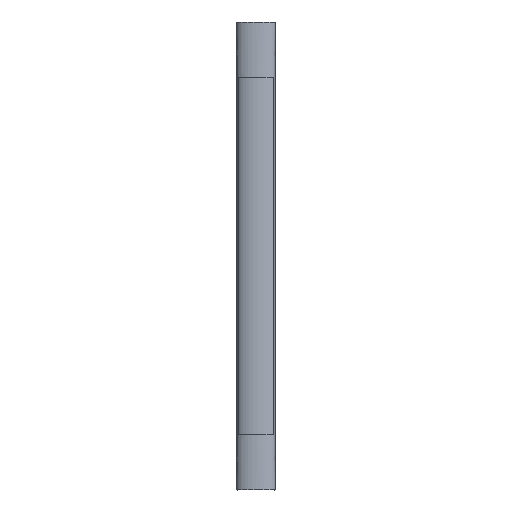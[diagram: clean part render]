
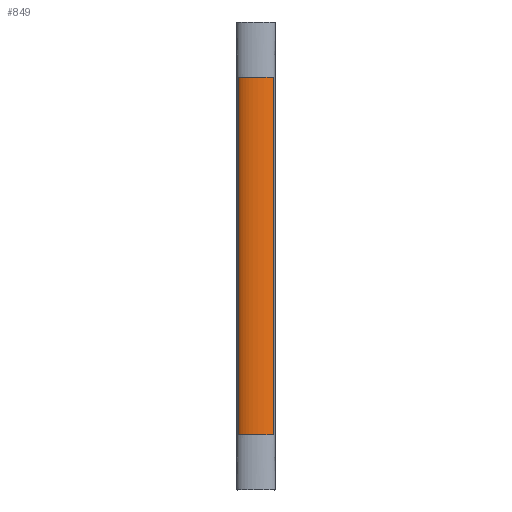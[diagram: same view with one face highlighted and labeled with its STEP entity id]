
A CAD part, front view. The second image highlights one B-rep face of the part: STEP entity #849.
In plain terms, the highlighted free-form (B-spline) face has degree [3, 1] with [11, 2] control points.
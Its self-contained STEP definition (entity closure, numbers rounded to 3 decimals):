
#10 = CARTESIAN_POINT ( 'NONE',  ( 62.632, -11.701, -200. ) ) ;
#15 = CARTESIAN_POINT ( 'NONE',  ( -61.098, -13.321, -200. ) ) ;
#17 = CARTESIAN_POINT ( 'NONE',  ( 62.632, -11.701, -200. ) ) ;
#31 = CARTESIAN_POINT ( 'NONE',  ( -46.164, -22.904, -1500. ) ) ;
#32 = CARTESIAN_POINT ( 'NONE',  ( 61.098, -13.321, -200. ) ) ;
#46 = LINE ( 'NONE', #413, #361 ) ;
#75 = CARTESIAN_POINT ( 'NONE',  ( -62.632, -11.701, -1500. ) ) ;
#81 = CARTESIAN_POINT ( 'NONE',  ( -57.139, -16.682, -1500. ) ) ;
#82 = B_SPLINE_CURVE_WITH_KNOTS ( 'NONE', 3,
 ( #354, #761, #81, #563, #152, #632, #220, #697, #289, #764, #357 ),
 .UNSPECIFIED., .F., .F.,
 ( 4, 1, 1, 1, 1, 1, 1, 1, 4 ),
 ( 3.556, 3.731, 3.927, 4.32, 4.712, 5.105, 5.498, 5.694, 5.869 ),
 .UNSPECIFIED. ) ;
#83 = VERTEX_POINT ( 'NONE', #346 ) ;
#89 = CARTESIAN_POINT ( 'NONE',  ( -27.122, -28.83, -1500. ) ) ;
#94 = CARTESIAN_POINT ( 'NONE',  ( 62.632, -11.701, -200. ) ) ;
#133 = VERTEX_POINT ( 'NONE', #10 ) ;
#136 = ORIENTED_EDGE ( 'NONE', *, *, #470, .T. ) ;
#152 = CARTESIAN_POINT ( 'NONE',  ( -27.122, -28.83, -1500. ) ) ;
#162 = CARTESIAN_POINT ( 'NONE',  ( 0., -31.335, -1500. ) ) ;
#177 = LINE ( 'NONE', #349, #548 ) ;
#209 = CARTESIAN_POINT ( 'NONE',  ( -46.164, -22.904, -200. ) ) ;
#210 = EDGE_LOOP ( 'NONE', ( #469, #649, #323, #136 ) ) ;
#220 = CARTESIAN_POINT ( 'NONE',  ( 27.122, -28.83, -1500. ) ) ;
#227 = CARTESIAN_POINT ( 'NONE',  ( 27.122, -28.83, -1500. ) ) ;
#275 = CARTESIAN_POINT ( 'NONE',  ( 0., -31.335, -200. ) ) ;
#278 = DIRECTION ( 'NONE',  ( 0., 0., 1. ) ) ;
#289 = CARTESIAN_POINT ( 'NONE',  ( 57.139, -16.682, -1500. ) ) ;
#298 = CARTESIAN_POINT ( 'NONE',  ( 46.164, -22.904, -1500. ) ) ;
#323 = ORIENTED_EDGE ( 'NONE', *, *, #536, .T. ) ;
#344 = CARTESIAN_POINT ( 'NONE',  ( 46.164, -22.904, -200. ) ) ;
#346 = CARTESIAN_POINT ( 'NONE',  ( 62.632, -11.701, -1500. ) ) ;
#349 = CARTESIAN_POINT ( 'NONE',  ( -62.632, -11.701, -1500. ) ) ;
#354 = CARTESIAN_POINT ( 'NONE',  ( -62.632, -11.701, -1500. ) ) ;
#357 = CARTESIAN_POINT ( 'NONE',  ( 62.632, -11.701, -1500. ) ) ;
#361 = VECTOR ( 'NONE', #278, 1000. ) ;
#362 = CARTESIAN_POINT ( 'NONE',  ( -61.098, -13.321, -200. ) ) ;
#366 = CARTESIAN_POINT ( 'NONE',  ( 57.139, -16.682, -1500. ) ) ;
#404 = VERTEX_POINT ( 'NONE', #737 ) ;
#413 = CARTESIAN_POINT ( 'NONE',  ( 62.632, -11.701, -1500. ) ) ;
#417 = CARTESIAN_POINT ( 'NONE',  ( 61.098, -13.321, -200. ) ) ;
#435 = CARTESIAN_POINT ( 'NONE',  ( -57.139, -16.682, -200. ) ) ;
#438 = CARTESIAN_POINT ( 'NONE',  ( 61.098, -13.321, -1500. ) ) ;
#446 = EDGE_CURVE ( 'NONE', #404, #133, #740, .T. ) ;
#453 = VERTEX_POINT ( 'NONE', #75 ) ;
#469 = ORIENTED_EDGE ( 'NONE', *, *, #446, .F. ) ;
#470 = EDGE_CURVE ( 'NONE', #83, #133, #46, .T. ) ;
#489 = EDGE_CURVE ( 'NONE', #453, #404, #177, .T. ) ;
#505 = CARTESIAN_POINT ( 'NONE',  ( -46.164, -22.904, -200. ) ) ;
#509 = CARTESIAN_POINT ( 'NONE',  ( 62.632, -11.701, -1500. ) ) ;
#536 = EDGE_CURVE ( 'NONE', #453, #83, #82, .T. ) ;
#548 = VECTOR ( 'NONE', #755, 1000. ) ;
#554 = CARTESIAN_POINT ( 'NONE',  ( -62.632, -11.701, -200. ) ) ;
#563 = CARTESIAN_POINT ( 'NONE',  ( -46.164, -22.904, -1500. ) ) ;
#571 = CARTESIAN_POINT ( 'NONE',  ( -27.122, -28.83, -200. ) ) ;
#573 = B_SPLINE_SURFACE_WITH_KNOTS ( 'NONE', 3, 1, ( 
 ( #767, #703 ),
 ( #768, #362 ),
 ( #830, #435 ),
 ( #31, #505 ),
 ( #89, #571 ),
 ( #162, #641 ),
 ( #227, #707 ),
 ( #298, #770 ),
 ( #366, #835 ),
 ( #438, #32 ),
 ( #509, #94 ) ),
 .UNSPECIFIED., .F., .F., .F.,
 ( 4, 1, 1, 1, 1, 1, 1, 1, 4 ),
 ( 2, 2 ),
 ( 3.556, 3.731, 3.927, 4.32, 4.712, 5.105, 5.498, 5.694, 5.869 ),
 ( 0., 1. ),
 .UNSPECIFIED. ) ;
#620 = CARTESIAN_POINT ( 'NONE',  ( -57.139, -16.682, -200. ) ) ;
#632 = CARTESIAN_POINT ( 'NONE',  ( 0., -31.335, -1500. ) ) ;
#641 = CARTESIAN_POINT ( 'NONE',  ( 0., -31.335, -200. ) ) ;
#649 = ORIENTED_EDGE ( 'NONE', *, *, #489, .F. ) ;
#688 = CARTESIAN_POINT ( 'NONE',  ( -27.122, -28.83, -200. ) ) ;
#697 = CARTESIAN_POINT ( 'NONE',  ( 46.164, -22.904, -1500. ) ) ;
#703 = CARTESIAN_POINT ( 'NONE',  ( -62.632, -11.701, -200. ) ) ;
#707 = CARTESIAN_POINT ( 'NONE',  ( 27.122, -28.83, -200. ) ) ;
#737 = CARTESIAN_POINT ( 'NONE',  ( -62.632, -11.701, -200. ) ) ;
#740 = B_SPLINE_CURVE_WITH_KNOTS ( 'NONE', 3,
 ( #554, #15, #620, #209, #688, #275, #749, #344, #817, #417, #17 ),
 .UNSPECIFIED., .F., .F.,
 ( 4, 1, 1, 1, 1, 1, 1, 1, 4 ),
 ( 3.556, 3.731, 3.927, 4.32, 4.712, 5.105, 5.498, 5.694, 5.869 ),
 .UNSPECIFIED. ) ;
#749 = CARTESIAN_POINT ( 'NONE',  ( 27.122, -28.83, -200. ) ) ;
#754 = FACE_OUTER_BOUND ( 'NONE', #210, .T. ) ;
#755 = DIRECTION ( 'NONE',  ( 0., 0., 1. ) ) ;
#761 = CARTESIAN_POINT ( 'NONE',  ( -61.098, -13.321, -1500. ) ) ;
#764 = CARTESIAN_POINT ( 'NONE',  ( 61.098, -13.321, -1500. ) ) ;
#767 = CARTESIAN_POINT ( 'NONE',  ( -62.632, -11.701, -1500. ) ) ;
#768 = CARTESIAN_POINT ( 'NONE',  ( -61.098, -13.321, -1500. ) ) ;
#770 = CARTESIAN_POINT ( 'NONE',  ( 46.164, -22.904, -200. ) ) ;
#817 = CARTESIAN_POINT ( 'NONE',  ( 57.139, -16.682, -200. ) ) ;
#830 = CARTESIAN_POINT ( 'NONE',  ( -57.139, -16.682, -1500. ) ) ;
#835 = CARTESIAN_POINT ( 'NONE',  ( 57.139, -16.682, -200. ) ) ;
#849 = ADVANCED_FACE ( 'NONE', ( #754 ), #573, .T. ) ;
